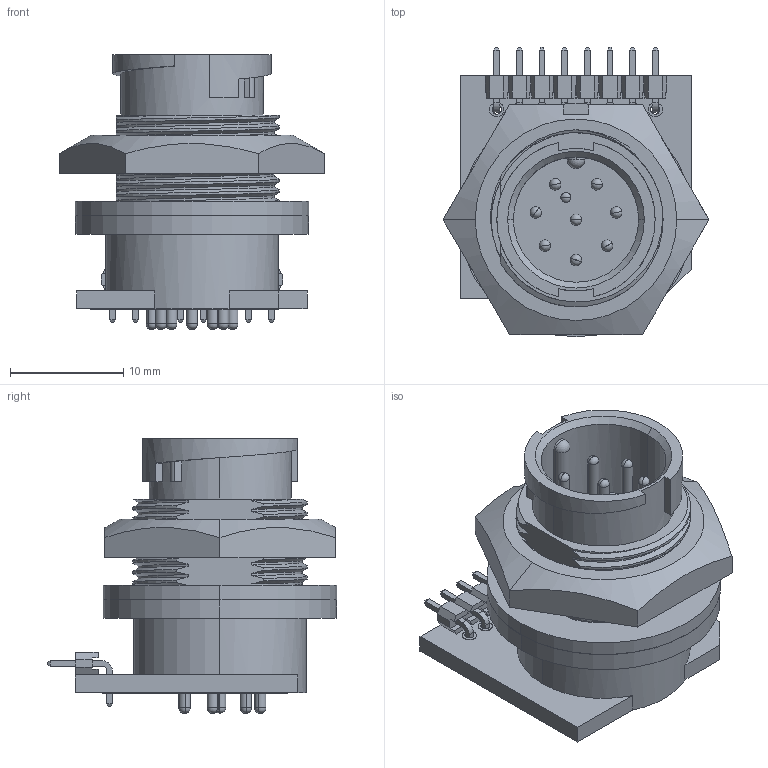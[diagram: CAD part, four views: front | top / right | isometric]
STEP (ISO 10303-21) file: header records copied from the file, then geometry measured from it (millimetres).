
FILE_DESCRIPTION (( 'STEP AP214' ), '1' );
FILE_NAME ('7261-8PG-300.STEP', '2018-01-03T17:26:00', ( '' ), ( '' ), 'SwSTEP 2.0', 'SolidWorks 2017', '' );
FILE_SCHEMA (( 'AUTOMOTIVE_DESIGN' ));
Length unit declared in the file: inch
Products named in the file (1): 7261-8PG-300
Bounding box: 23.46 x 25.56 x 24.26 mm (x, y, z)
Volume: 4414.6 mm3; surface area: 3967 mm2
Topology: 2 solids, 2 shells, 601 faces, 1525 edges, 981 vertices
Faces by surface type: plane 352, cylinder 177, bspline 32, torus 32, cone 4, sphere 4
Entity records: 29755 total; most frequent: CARTESIAN_POINT 15294, ORIENTED_EDGE 3048, DIRECTION 2905, EDGE_CURVE 1524, VECTOR 999, LINE 999, VERTEX_POINT 981, AXIS2_PLACEMENT_3D 953
